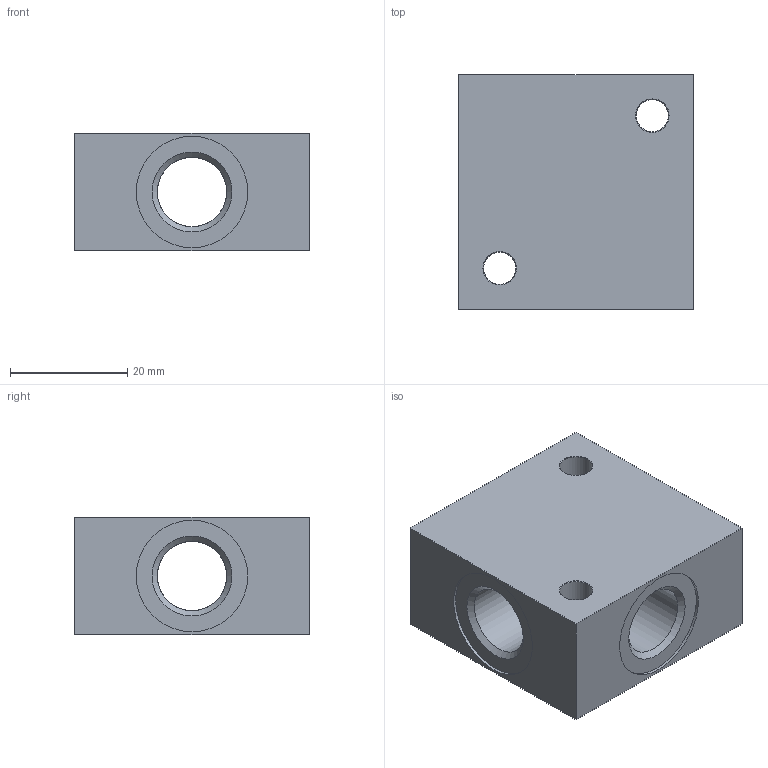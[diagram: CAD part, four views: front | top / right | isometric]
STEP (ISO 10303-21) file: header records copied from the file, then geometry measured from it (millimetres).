
FILE_DESCRIPTION(( 'RA.29.00.14.stp' ), '1');
FILE_NAME( 'RA.29.00.14.stp', '2018-09-27T17:27:16',( 'Sopra'),('sopra-pneumatic.com'), 'SwSTEP 2.0','SolidWorks 2009','' );
FILE_SCHEMA (('AUTOMOTIVE_DESIGN {1 0 10303 214 3 1 1}'));
Length unit declared in the file: millimetre
Products named in the file (1): B30314ANN
Bounding box: 40 x 40 x 20 mm (x, y, z)
Volume: 22984 mm3; surface area: 8932.7 mm2
Topology: 1 solids, 1 shells, 32 faces, 79 edges, 51 vertices
Faces by surface type: cylinder 14, plane 10, cone 8
Full cylindrical faces by diameter (mm): 5.5 x2, 11.8 x8, 19 x4
Entity records: 996 total; most frequent: DIRECTION 142, CARTESIAN_POINT 115, ORIENTED_EDGE 88, EDGE_LOOP 66, FACE_BOUND 66, AXIS2_PLACEMENT_3D 65, EDGE_CURVE 44, VERTEX_POINT 38
